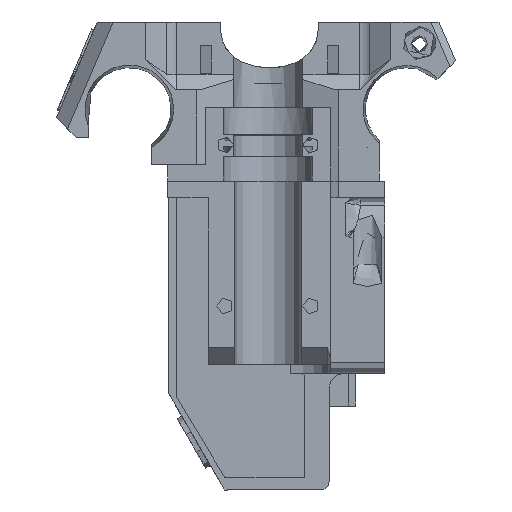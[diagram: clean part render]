
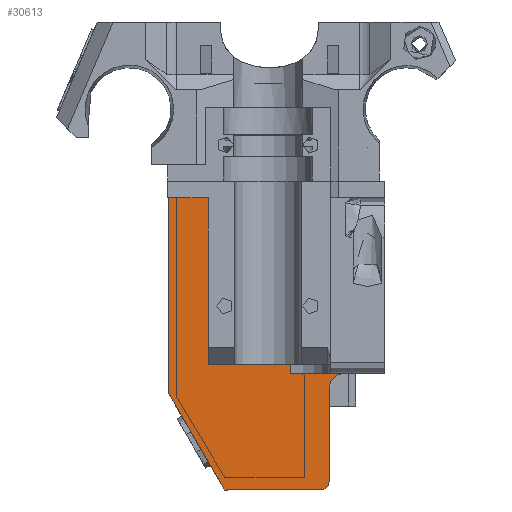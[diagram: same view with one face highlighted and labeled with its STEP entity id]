
A CAD part, left-side view. The second image highlights one B-rep face of the part: STEP entity #30613.
In plain terms, the highlighted planar face has unit normal (-1, 0, 0).
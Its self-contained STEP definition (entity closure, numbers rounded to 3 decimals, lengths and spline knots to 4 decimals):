
#2028=CIRCLE('',#32389,0.15);
#2029=CIRCLE('',#32397,0.25);
#2933=FACE_OUTER_BOUND('',#4644,.T.);
#4644=EDGE_LOOP('',(#21820,#21821,#21822,#21823,#21824,#21825,#21826,#21827,
#21828,#21829,#21830));
#6871=LINE('',#48921,#9985);
#6880=LINE('',#48938,#9994);
#6895=LINE('',#48975,#10009);
#6898=LINE('',#48981,#10012);
#6899=LINE('',#48985,#10013);
#6900=LINE('',#48987,#10014);
#6901=LINE('',#48989,#10015);
#6902=LINE('',#48991,#10016);
#6903=LINE('',#48992,#10017);
#9985=VECTOR('',#35823,1.);
#9994=VECTOR('',#35838,1.);
#10009=VECTOR('',#35871,100.);
#10012=VECTOR('',#35876,1.);
#10013=VECTOR('',#35879,1.);
#10014=VECTOR('',#35880,100.);
#10015=VECTOR('',#35881,1.);
#10016=VECTOR('',#35882,1.);
#10017=VECTOR('',#35883,1.);
#13137=VERTEX_POINT('',#48918);
#13138=VERTEX_POINT('',#48920);
#13142=VERTEX_POINT('',#48935);
#13146=VERTEX_POINT('',#48946);
#13156=VERTEX_POINT('',#48974);
#13158=VERTEX_POINT('',#48980);
#13159=VERTEX_POINT('',#48982);
#13160=VERTEX_POINT('',#48984);
#13161=VERTEX_POINT('',#48986);
#13162=VERTEX_POINT('',#48988);
#13163=VERTEX_POINT('',#48990);
#16472=EDGE_CURVE('',#13137,#13138,#6871,.T.);
#16481=EDGE_CURVE('',#13142,#13137,#6880,.T.);
#16487=EDGE_CURVE('',#13146,#13142,#2028,.T.);
#16500=EDGE_CURVE('',#13138,#13156,#6895,.T.);
#16503=EDGE_CURVE('',#13158,#13146,#6898,.T.);
#16504=EDGE_CURVE('',#13159,#13158,#2029,.T.);
#16505=EDGE_CURVE('',#13159,#13160,#6899,.T.);
#16506=EDGE_CURVE('',#13161,#13160,#6900,.T.);
#16507=EDGE_CURVE('',#13161,#13162,#6901,.T.);
#16508=EDGE_CURVE('',#13162,#13163,#6902,.T.);
#16509=EDGE_CURVE('',#13156,#13163,#6903,.F.);
#21820=ORIENTED_EDGE('',*,*,#16500,.F.);
#21821=ORIENTED_EDGE('',*,*,#16472,.F.);
#21822=ORIENTED_EDGE('',*,*,#16481,.F.);
#21823=ORIENTED_EDGE('',*,*,#16487,.F.);
#21824=ORIENTED_EDGE('',*,*,#16503,.F.);
#21825=ORIENTED_EDGE('',*,*,#16504,.F.);
#21826=ORIENTED_EDGE('',*,*,#16505,.T.);
#21827=ORIENTED_EDGE('',*,*,#16506,.F.);
#21828=ORIENTED_EDGE('',*,*,#16507,.T.);
#21829=ORIENTED_EDGE('',*,*,#16508,.T.);
#21830=ORIENTED_EDGE('',*,*,#16509,.F.);
#29464=PLANE('',#32396);
#30613=ADVANCED_FACE('',(#2933),#29464,.T.);
#32389=AXIS2_PLACEMENT_3D('',#48948,#35847,#35848);
#32396=AXIS2_PLACEMENT_3D('',#48979,#35874,#35875);
#32397=AXIS2_PLACEMENT_3D('',#48983,#35877,#35878);
#35823=DIRECTION('',(0.,0.5,0.866));
#35838=DIRECTION('',(0.,1.,0.));
#35847=DIRECTION('center_axis',(1.,0.,0.));
#35848=DIRECTION('ref_axis',(0.,-0.707,-0.707));
#35871=DIRECTION('',(0.,0.,1.));
#35874=DIRECTION('center_axis',(-1.,0.,0.));
#35875=DIRECTION('ref_axis',(0.,1.,0.));
#35876=DIRECTION('',(0.,0.,-1.));
#35877=DIRECTION('center_axis',(-1.,0.,0.));
#35878=DIRECTION('ref_axis',(0.,0.707,0.707));
#35879=DIRECTION('',(0.,1.,0.));
#35880=DIRECTION('',(0.,0.,-1.));
#35881=DIRECTION('',(0.,1.,0.));
#35882=DIRECTION('',(0.,0.,1.));
#35883=DIRECTION('',(0.,1.,0.));
#48918=CARTESIAN_POINT('',(-1.8656,0.7679,-3.0538));
#48920=CARTESIAN_POINT('',(-1.8656,1.7679,-1.3217));
#48921=CARTESIAN_POINT('',(-1.8656,0.9295,-2.774));
#48935=CARTESIAN_POINT('',(-1.8656,-0.9702,-3.0538));
#48938=CARTESIAN_POINT('',(-1.8656,-1.0601,-3.0538));
#48946=CARTESIAN_POINT('',(-1.8656,-1.1202,-2.9038));
#48948=CARTESIAN_POINT('Origin',(-1.8656,-0.9702,-2.9038));
#48974=CARTESIAN_POINT('',(-1.8656,1.7679,2.2089));
#48975=CARTESIAN_POINT('',(-1.8656,1.7679,1.2089));
#48979=CARTESIAN_POINT('Origin',(-1.8656,0.7679,1.2089));
#48980=CARTESIAN_POINT('',(-1.8656,-1.1202,-1.2038));
#48981=CARTESIAN_POINT('',(-1.8656,-1.1202,-2.1362));
#48982=CARTESIAN_POINT('',(-1.8656,-1.3701,-0.9538));
#48983=CARTESIAN_POINT('Origin',(-1.8656,-1.3702,-1.2038));
#48984=CARTESIAN_POINT('',(-1.8656,-0.4321,-0.9538));
#48985=CARTESIAN_POINT('',(-1.8656,-0.978,-0.9538));
#48986=CARTESIAN_POINT('',(-1.8656,-0.4321,-0.7911));
#48987=CARTESIAN_POINT('',(-1.8656,-0.4321,1.2089));
#48988=CARTESIAN_POINT('',(-1.8656,1.0569,-0.7911));
#48989=CARTESIAN_POINT('',(-1.8656,0.3624,-0.7911));
#48990=CARTESIAN_POINT('',(-1.8656,1.0569,2.2089));
#48991=CARTESIAN_POINT('',(-1.8656,1.0569,1.2089));
#48992=CARTESIAN_POINT('',(-1.8656,0.3739,2.2089));
